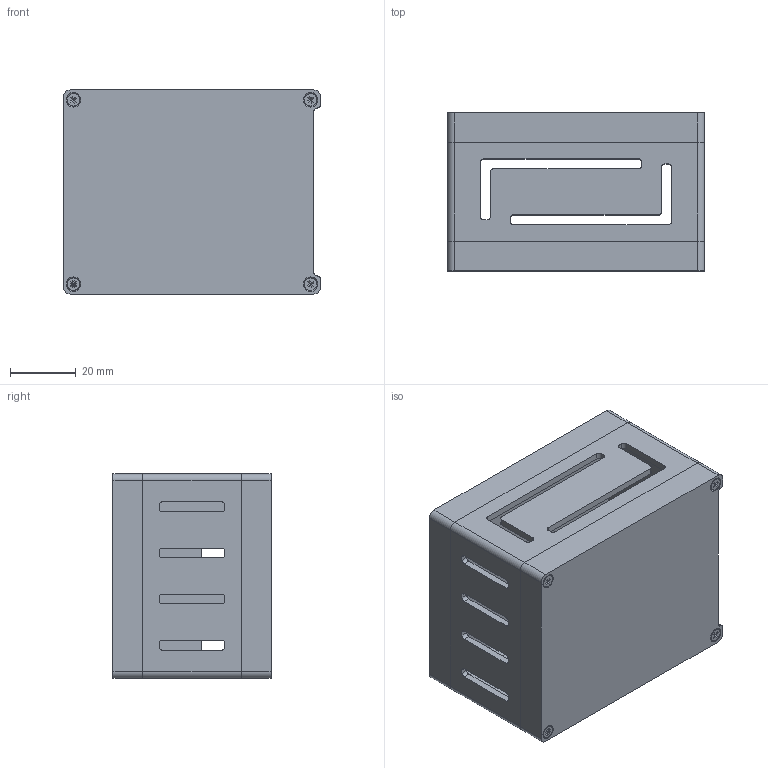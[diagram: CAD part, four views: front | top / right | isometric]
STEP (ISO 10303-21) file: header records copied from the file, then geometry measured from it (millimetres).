
FILE_DESCRIPTION (( 'STEP AP214' ), '1' );
FILE_NAME ('Box_arduino.STEP', '2022-01-06T13:22:00', ( '' ), ( '' ), 'SwSTEP 2.0', 'SolidWorks 2021', '' );
FILE_SCHEMA (( 'AUTOMOTIVE_DESIGN' ));
Length unit declared in the file: millimetre
Products named in the file (6): Box_arduino_side; slotted pan head screw_iso_ISO 1580 - M2.5 x 6 - 6N; Box_arduino_base; Box_arduino_cover; flat head screw_am_B18.6.7M - M2 x 0.4 x 16 Type I Cross Recessed FHMS --16N; Box_arduino
Assembly tree (13 placements, depth 2):
  Box_arduino
    Box_arduino_base
    Box_arduino_side
    Box_arduino_cover
    flat head screw_am_B18.6.7M - M2 x 0.4 x 16 Type I Cross Recessed FHMS --16N  x5
    slotted pan head screw_iso_ISO 1580 - M2.5 x 6 - 6N  x5
Bounding box: 78 x 48 x 62 mm (x, y, z)
Volume: 50000.8 mm3; surface area: 45725.3 mm2
Topology: 13 solids, 13 shells, 383 faces, 957 edges, 619 vertices
Faces by surface type: plane 235, cylinder 125, cone 18, torus 5
Full cylindrical faces by diameter (mm): 1.6 x6, 2 x5, 2.05 x4, 2.4 x4, 2.438 x4, 2.5 x5, 3.8 x5, 5 x4
Entity records: 8868 total; most frequent: DIRECTION 1504, CARTESIAN_POINT 1485, ORIENTED_EDGE 1388, EDGE_CURVE 694, AXIS2_PLACEMENT_3D 527, VERTEX_POINT 480, LINE 450, VECTOR 450
